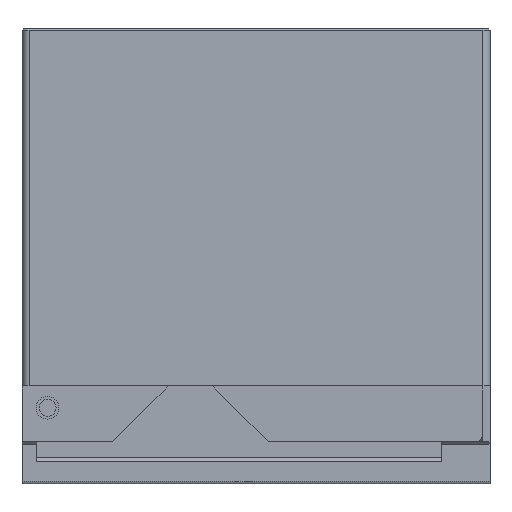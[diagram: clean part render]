
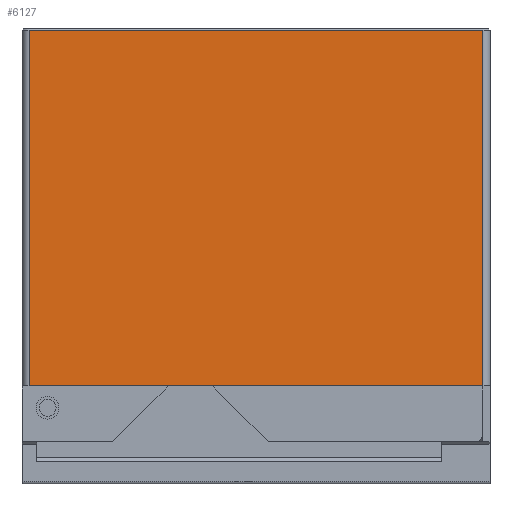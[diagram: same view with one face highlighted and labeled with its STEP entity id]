
A CAD part, front view. The second image highlights one B-rep face of the part: STEP entity #6127.
In plain terms, the highlighted planar face has unit normal (0, -1, 0).
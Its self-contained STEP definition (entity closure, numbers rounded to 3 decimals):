
#377 = VECTOR ( 'NONE', #5858, 1000. ) ;
#475 = EDGE_LOOP ( 'NONE', ( #4731, #1989, #7970, #9540 ) ) ;
#933 = CARTESIAN_POINT ( 'NONE',  ( -46.8, 0., 153.1 ) ) ;
#1275 = DIRECTION ( 'NONE',  ( -1., 0., 0. ) ) ;
#1318 = AXIS2_PLACEMENT_3D ( 'NONE', #1323, #8154, #1275 ) ;
#1323 = CARTESIAN_POINT ( 'NONE',  ( 48.5, 0., 149.5 ) ) ;
#1387 = DIRECTION ( 'NONE',  ( 0., 0., 1. ) ) ;
#1972 = VERTEX_POINT ( 'NONE', #9754 ) ;
#1989 = ORIENTED_EDGE ( 'NONE', *, *, #8081, .T. ) ;
#2162 = PLANE ( 'NONE',  #1318 ) ;
#2783 = LINE ( 'NONE', #9639, #7168 ) ;
#2839 = CARTESIAN_POINT ( 'NONE',  ( -46.8, 0., 149.5 ) ) ;
#2866 = EDGE_CURVE ( 'NONE', #9039, #1972, #2783, .T. ) ;
#4338 = CARTESIAN_POINT ( 'NONE',  ( 48.5, 0., 79.5 ) ) ;
#4438 = FACE_OUTER_BOUND ( 'NONE', #475, .T. ) ;
#4722 = DIRECTION ( 'NONE',  ( 1., 0., 0. ) ) ;
#4731 = ORIENTED_EDGE ( 'NONE', *, *, #2866, .T. ) ;
#4918 = CARTESIAN_POINT ( 'NONE',  ( -46.8, 0., 79.5 ) ) ;
#5066 = LINE ( 'NONE', #2839, #377 ) ;
#5080 = LINE ( 'NONE', #4338, #5762 ) ;
#5301 = LINE ( 'NONE', #933, #9661 ) ;
#5522 = VERTEX_POINT ( 'NONE', #4918 ) ;
#5762 = VECTOR ( 'NONE', #4722, 1000. ) ;
#5858 = DIRECTION ( 'NONE',  ( 0., 0., -1. ) ) ;
#5982 = EDGE_CURVE ( 'NONE', #7077, #5522, #5066, .T. ) ;
#6127 = ADVANCED_FACE ( 'NONE', ( #4438 ), #2162, .F. ) ;
#6454 = EDGE_CURVE ( 'NONE', #5522, #9039, #5080, .T. ) ;
#7077 = VERTEX_POINT ( 'NONE', #7600 ) ;
#7168 = VECTOR ( 'NONE', #1387, 1000. ) ;
#7600 = CARTESIAN_POINT ( 'NONE',  ( -46.8, 0., 153.1 ) ) ;
#7608 = DIRECTION ( 'NONE',  ( -1., 0., 0. ) ) ;
#7970 = ORIENTED_EDGE ( 'NONE', *, *, #5982, .T. ) ;
#8081 = EDGE_CURVE ( 'NONE', #1972, #7077, #5301, .T. ) ;
#8154 = DIRECTION ( 'NONE',  ( 0., 1., 0. ) ) ;
#8343 = CARTESIAN_POINT ( 'NONE',  ( 47., 0., 79.5 ) ) ;
#9039 = VERTEX_POINT ( 'NONE', #8343 ) ;
#9540 = ORIENTED_EDGE ( 'NONE', *, *, #6454, .T. ) ;
#9639 = CARTESIAN_POINT ( 'NONE',  ( 47., 0., 149.5 ) ) ;
#9661 = VECTOR ( 'NONE', #7608, 1000. ) ;
#9754 = CARTESIAN_POINT ( 'NONE',  ( 47., 0., 153.1 ) ) ;
